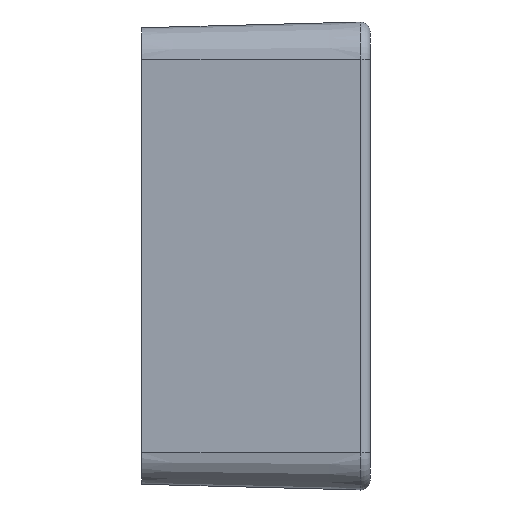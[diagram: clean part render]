
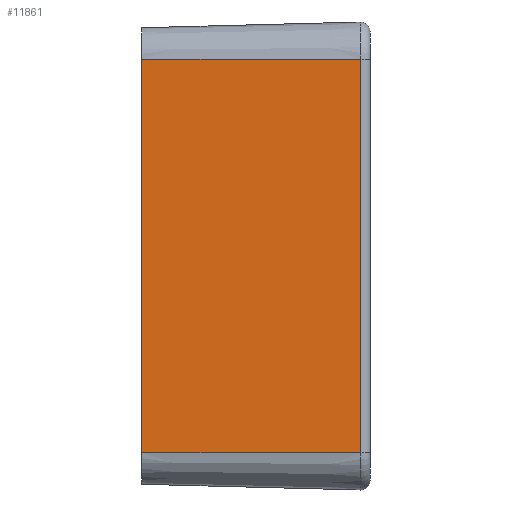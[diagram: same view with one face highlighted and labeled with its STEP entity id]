
A CAD part, left-side view. The second image highlights one B-rep face of the part: STEP entity #11861.
In plain terms, the highlighted planar face has unit normal (-1, 0.026, 0).
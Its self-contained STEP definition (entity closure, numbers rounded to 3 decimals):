
#9082 = CYLINDRICAL_SURFACE('',#9083,3.175);
#9083 = AXIS2_PLACEMENT_3D('',#9084,#9085,#9086);
#9084 = CARTESIAN_POINT('',(-125.736,-73.025,-65.659));
#9085 = DIRECTION('',(0.,0.,-1.));
#9086 = DIRECTION('',(-1.,0.,0.));
#11749 = VERTEX_POINT('',#11750);
#11750 = CARTESIAN_POINT('',(-128.91,-72.942,65.659));
#11760 = CONICAL_SURFACE('',#11761,10.541,0.026);
#11761 = AXIS2_PLACEMENT_3D('',#11762,#11763,#11764);
#11762 = CARTESIAN_POINT('',(-116.459,0.,65.659));
#11763 = DIRECTION('',(-0.,-1.,-0.));
#11764 = DIRECTION('',(0.,0.,1.));
#11808 = VERTEX_POINT('',#11809);
#11809 = CARTESIAN_POINT('',(-127.,0.,65.659));
#11824 = PLANE('',#11825);
#11825 = AXIS2_PLACEMENT_3D('',#11826,#11827,#11828);
#11826 = CARTESIAN_POINT('',(-116.459,0.,65.659));
#11827 = DIRECTION('',(0.,1.,0.));
#11828 = DIRECTION('',(0.,-0.,1.));
#11836 = EDGE_CURVE('',#11749,#11808,#11837,.T.);
#11837 = SURFACE_CURVE('',#11838,(#11842,#11849),.PCURVE_S1.);
#11838 = LINE('',#11839,#11840);
#11839 = CARTESIAN_POINT('',(-127.,0.,65.659));
#11840 = VECTOR('',#11841,1.);
#11841 = DIRECTION('',(0.026,1.,0.));
#11842 = PCURVE('',#11760,#11843);
#11843 = DEFINITIONAL_REPRESENTATION('',(#11844),#11848);
#11844 = LINE('',#11845,#11846);
#11845 = CARTESIAN_POINT('',(1.571,0.));
#11846 = VECTOR('',#11847,1.);
#11847 = DIRECTION('',(0.,-1.));
#11848 = ( GEOMETRIC_REPRESENTATION_CONTEXT(2) 
PARAMETRIC_REPRESENTATION_CONTEXT() REPRESENTATION_CONTEXT('2D SPACE',''
  ) );
#11849 = PCURVE('',#11850,#11855);
#11850 = PLANE('',#11851);
#11851 = AXIS2_PLACEMENT_3D('',#11852,#11853,#11854);
#11852 = CARTESIAN_POINT('',(-127.,0.,-65.659));
#11853 = DIRECTION('',(-1.,0.026,0.));
#11854 = DIRECTION('',(-0.026,-1.,0.));
#11855 = DEFINITIONAL_REPRESENTATION('',(#11856),#11860);
#11856 = LINE('',#11857,#11858);
#11857 = CARTESIAN_POINT('',(0.,131.318));
#11858 = VECTOR('',#11859,1.);
#11859 = DIRECTION('',(-1.,0.));
#11860 = ( GEOMETRIC_REPRESENTATION_CONTEXT(2) 
PARAMETRIC_REPRESENTATION_CONTEXT() REPRESENTATION_CONTEXT('2D SPACE',''
  ) );
#11861 = ADVANCED_FACE('',(#11862),#11850,.T.);
#11862 = FACE_BOUND('',#11863,.T.);
#11863 = EDGE_LOOP('',(#11864,#11894,#11915,#11916));
#11864 = ORIENTED_EDGE('',*,*,#11865,.F.);
#11865 = EDGE_CURVE('',#11866,#11868,#11870,.T.);
#11866 = VERTEX_POINT('',#11867);
#11867 = CARTESIAN_POINT('',(-128.91,-72.942,-65.659));
#11868 = VERTEX_POINT('',#11869);
#11869 = CARTESIAN_POINT('',(-127.,0.,-65.659));
#11870 = SURFACE_CURVE('',#11871,(#11875,#11882),.PCURVE_S1.);
#11871 = LINE('',#11872,#11873);
#11872 = CARTESIAN_POINT('',(-127.,0.,-65.659));
#11873 = VECTOR('',#11874,1.);
#11874 = DIRECTION('',(0.026,1.,0.));
#11875 = PCURVE('',#11850,#11876);
#11876 = DEFINITIONAL_REPRESENTATION('',(#11877),#11881);
#11877 = LINE('',#11878,#11879);
#11878 = CARTESIAN_POINT('',(0.,0.));
#11879 = VECTOR('',#11880,1.);
#11880 = DIRECTION('',(-1.,0.));
#11881 = ( GEOMETRIC_REPRESENTATION_CONTEXT(2) 
PARAMETRIC_REPRESENTATION_CONTEXT() REPRESENTATION_CONTEXT('2D SPACE',''
  ) );
#11882 = PCURVE('',#11883,#11888);
#11883 = CONICAL_SURFACE('',#11884,10.541,0.026);
#11884 = AXIS2_PLACEMENT_3D('',#11885,#11886,#11887);
#11885 = CARTESIAN_POINT('',(-116.459,0.,-65.659));
#11886 = DIRECTION('',(-0.,-1.,-0.));
#11887 = DIRECTION('',(0.,0.,1.));
#11888 = DEFINITIONAL_REPRESENTATION('',(#11889),#11893);
#11889 = LINE('',#11890,#11891);
#11890 = CARTESIAN_POINT('',(1.571,0.));
#11891 = VECTOR('',#11892,1.);
#11892 = DIRECTION('',(0.,-1.));
#11893 = ( GEOMETRIC_REPRESENTATION_CONTEXT(2) 
PARAMETRIC_REPRESENTATION_CONTEXT() REPRESENTATION_CONTEXT('2D SPACE',''
  ) );
#11894 = ORIENTED_EDGE('',*,*,#11895,.T.);
#11895 = EDGE_CURVE('',#11866,#11749,#11896,.T.);
#11896 = SURFACE_CURVE('',#11897,(#11901,#11908),.PCURVE_S1.);
#11897 = LINE('',#11898,#11899);
#11898 = CARTESIAN_POINT('',(-128.91,-72.942,65.659));
#11899 = VECTOR('',#11900,1.);
#11900 = DIRECTION('',(0.,0.,1.));
#11901 = PCURVE('',#11850,#11902);
#11902 = DEFINITIONAL_REPRESENTATION('',(#11903),#11907);
#11903 = LINE('',#11904,#11905);
#11904 = CARTESIAN_POINT('',(72.967,131.318));
#11905 = VECTOR('',#11906,1.);
#11906 = DIRECTION('',(0.,1.));
#11907 = ( GEOMETRIC_REPRESENTATION_CONTEXT(2) 
PARAMETRIC_REPRESENTATION_CONTEXT() REPRESENTATION_CONTEXT('2D SPACE',''
  ) );
#11908 = PCURVE('',#9082,#11909);
#11909 = DEFINITIONAL_REPRESENTATION('',(#11910),#11914);
#11910 = LINE('',#11911,#11912);
#11911 = CARTESIAN_POINT('',(0.026,-131.318));
#11912 = VECTOR('',#11913,1.);
#11913 = DIRECTION('',(0.,-1.));
#11914 = ( GEOMETRIC_REPRESENTATION_CONTEXT(2) 
PARAMETRIC_REPRESENTATION_CONTEXT() REPRESENTATION_CONTEXT('2D SPACE',''
  ) );
#11915 = ORIENTED_EDGE('',*,*,#11836,.T.);
#11916 = ORIENTED_EDGE('',*,*,#11917,.F.);
#11917 = EDGE_CURVE('',#11868,#11808,#11918,.T.);
#11918 = SURFACE_CURVE('',#11919,(#11923,#11930),.PCURVE_S1.);
#11919 = LINE('',#11920,#11921);
#11920 = CARTESIAN_POINT('',(-127.,0.,-65.659));
#11921 = VECTOR('',#11922,1.);
#11922 = DIRECTION('',(0.,0.,1.));
#11923 = PCURVE('',#11850,#11924);
#11924 = DEFINITIONAL_REPRESENTATION('',(#11925),#11929);
#11925 = LINE('',#11926,#11927);
#11926 = CARTESIAN_POINT('',(0.,0.));
#11927 = VECTOR('',#11928,1.);
#11928 = DIRECTION('',(0.,1.));
#11929 = ( GEOMETRIC_REPRESENTATION_CONTEXT(2) 
PARAMETRIC_REPRESENTATION_CONTEXT() REPRESENTATION_CONTEXT('2D SPACE',''
  ) );
#11930 = PCURVE('',#11824,#11931);
#11931 = DEFINITIONAL_REPRESENTATION('',(#11932),#11936);
#11932 = LINE('',#11933,#11934);
#11933 = CARTESIAN_POINT('',(-131.318,-10.541));
#11934 = VECTOR('',#11935,1.);
#11935 = DIRECTION('',(1.,0.));
#11936 = ( GEOMETRIC_REPRESENTATION_CONTEXT(2) 
PARAMETRIC_REPRESENTATION_CONTEXT() REPRESENTATION_CONTEXT('2D SPACE',''
  ) );
